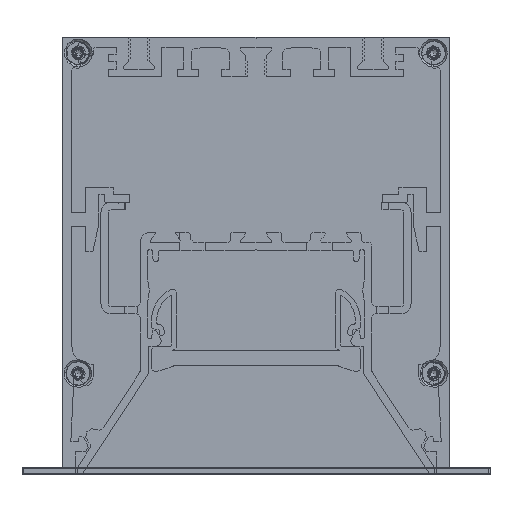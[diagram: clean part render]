
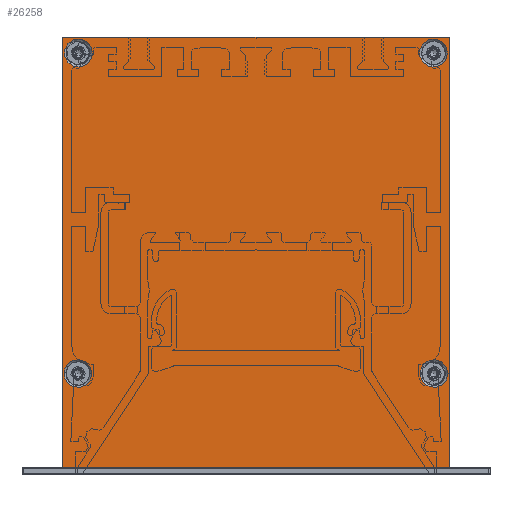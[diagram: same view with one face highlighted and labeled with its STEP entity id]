
A CAD part, front view. The second image highlights one B-rep face of the part: STEP entity #26258.
In plain terms, the highlighted planar face has unit normal (0, -1, 0).
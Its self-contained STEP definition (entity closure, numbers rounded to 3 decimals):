
#1312=FACE_BOUND('',#4310,.T.);
#1313=FACE_BOUND('',#4311,.T.);
#1314=FACE_BOUND('',#4312,.T.);
#1315=FACE_BOUND('',#4313,.T.);
#1768=PLANE('',#28174);
#2899=FACE_OUTER_BOUND('',#4309,.T.);
#4309=EDGE_LOOP('',(#21387,#21388,#21389,#21390));
#4310=EDGE_LOOP('',(#21391));
#4311=EDGE_LOOP('',(#21392));
#4312=EDGE_LOOP('',(#21393));
#4313=EDGE_LOOP('',(#21394));
#5350=CIRCLE('',#27882,2.75);
#5371=CIRCLE('',#27952,2.75);
#5393=CIRCLE('',#28023,2.75);
#5412=CIRCLE('',#28089,2.75);
#5722=LINE('',#35700,#7733);
#6860=LINE('',#51677,#8871);
#6861=LINE('',#51678,#8872);
#6862=LINE('',#51679,#8873);
#7733=VECTOR('',#29155,10.);
#8871=VECTOR('',#32935,10.);
#8872=VECTOR('',#32936,10.);
#8873=VECTOR('',#32937,10.);
#9756=VERTEX_POINT('',#35696);
#9758=VERTEX_POINT('',#35699);
#11158=VERTEX_POINT('',#46618);
#11285=VERTEX_POINT('',#48244);
#11412=VERTEX_POINT('',#49868);
#11526=VERTEX_POINT('',#51360);
#11670=VERTEX_POINT('',#51675);
#11671=VERTEX_POINT('',#51676);
#12491=EDGE_CURVE('',#9758,#9756,#5722,.T.);
#14503=EDGE_CURVE('',#11158,#11158,#5350,.T.);
#14692=EDGE_CURVE('',#11285,#11285,#5371,.T.);
#14880=EDGE_CURVE('',#11412,#11412,#5393,.T.);
#15051=EDGE_CURVE('',#11526,#11526,#5412,.T.);
#15205=EDGE_CURVE('',#11670,#11671,#6860,.T.);
#15206=EDGE_CURVE('',#11671,#9758,#6861,.T.);
#15207=EDGE_CURVE('',#9756,#11670,#6862,.T.);
#21387=ORIENTED_EDGE('',*,*,#15205,.T.);
#21388=ORIENTED_EDGE('',*,*,#15206,.T.);
#21389=ORIENTED_EDGE('',*,*,#12491,.T.);
#21390=ORIENTED_EDGE('',*,*,#15207,.T.);
#21391=ORIENTED_EDGE('',*,*,#14692,.T.);
#21392=ORIENTED_EDGE('',*,*,#14880,.T.);
#21393=ORIENTED_EDGE('',*,*,#15051,.T.);
#21394=ORIENTED_EDGE('',*,*,#14503,.T.);
#26258=ADVANCED_FACE('',(#2899,#1312,#1313,#1314,#1315),#1768,.T.);
#27882=AXIS2_PLACEMENT_3D('',#46619,#32111,#32112);
#27952=AXIS2_PLACEMENT_3D('',#48246,#32304,#32305);
#28023=AXIS2_PLACEMENT_3D('',#49870,#32498,#32499);
#28089=AXIS2_PLACEMENT_3D('',#51361,#32678,#32679);
#28174=AXIS2_PLACEMENT_3D('',#51674,#32933,#32934);
#29155=DIRECTION('',(-1.,0.,0.));
#32111=DIRECTION('center_axis',(0.,1.,0.));
#32112=DIRECTION('ref_axis',(-1.,0.,0.));
#32304=DIRECTION('center_axis',(0.,1.,0.));
#32305=DIRECTION('ref_axis',(-1.,0.,0.));
#32498=DIRECTION('center_axis',(0.,1.,0.));
#32499=DIRECTION('ref_axis',(-1.,0.,0.));
#32678=DIRECTION('center_axis',(0.,1.,0.));
#32679=DIRECTION('ref_axis',(-1.,0.,0.));
#32933=DIRECTION('center_axis',(0.,-1.,0.));
#32934=DIRECTION('ref_axis',(0.,0.,1.));
#32935=DIRECTION('',(1.,0.,0.));
#32936=DIRECTION('',(0.,0.,1.));
#32937=DIRECTION('',(0.,0.,-1.));
#35696=CARTESIAN_POINT('',(-38.,-1689.5,0.));
#35699=CARTESIAN_POINT('',(38.,-1689.5,0.));
#35700=CARTESIAN_POINT('',(-38.,-1689.5,0.));
#46618=CARTESIAN_POINT('',(37.65,-1689.5,-3.1));
#46619=CARTESIAN_POINT('Origin',(34.9,-1689.5,-3.1));
#48244=CARTESIAN_POINT('',(-32.15,-1689.5,-3.1));
#48246=CARTESIAN_POINT('Origin',(-34.9,-1689.5,-3.1));
#49868=CARTESIAN_POINT('',(37.75,-1689.5,-66.1));
#49870=CARTESIAN_POINT('Origin',(35.,-1689.5,-66.1));
#51360=CARTESIAN_POINT('',(-32.25,-1689.5,-66.1));
#51361=CARTESIAN_POINT('Origin',(-35.,-1689.5,-66.1));
#51674=CARTESIAN_POINT('Origin',(0.,-1689.5,-43.));
#51675=CARTESIAN_POINT('',(-38.,-1689.5,-84.6));
#51676=CARTESIAN_POINT('',(38.,-1689.5,-84.6));
#51677=CARTESIAN_POINT('',(0.,-1689.5,-84.6));
#51678=CARTESIAN_POINT('',(38.,-1689.5,0.));
#51679=CARTESIAN_POINT('',(-38.,-1689.5,-86.));
